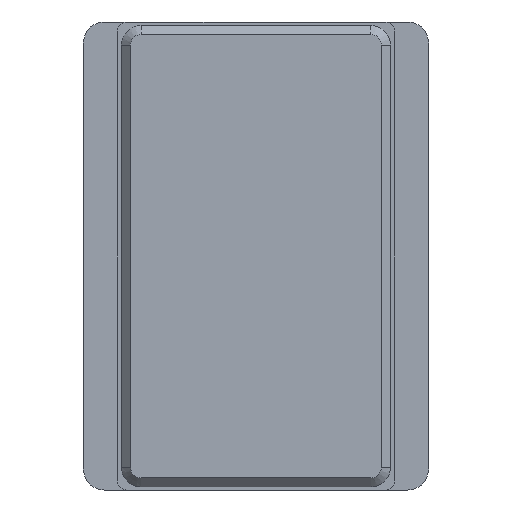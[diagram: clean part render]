
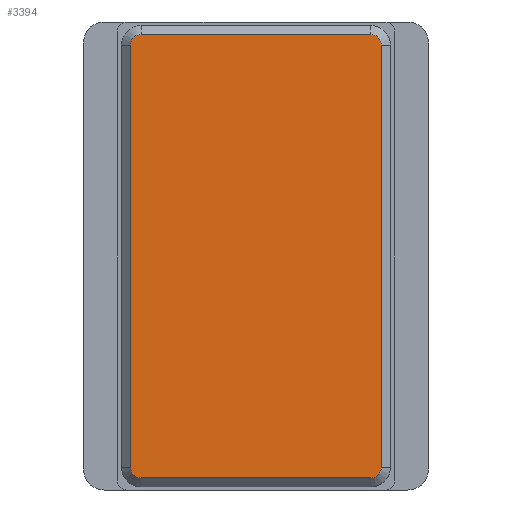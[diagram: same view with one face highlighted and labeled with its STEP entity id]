
A CAD part, front view. The second image highlights one B-rep face of the part: STEP entity #3394.
In plain terms, the highlighted planar face has unit normal (0, -1, 0).
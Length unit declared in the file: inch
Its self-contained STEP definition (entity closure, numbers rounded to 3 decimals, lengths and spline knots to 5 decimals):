
#177=CIRCLE('',#3699,0.1);
#179=CIRCLE('',#3703,0.1);
#181=CIRCLE('',#3707,0.1);
#183=CIRCLE('',#3711,0.1);
#512=FACE_OUTER_BOUND('',#723,.T.);
#723=EDGE_LOOP('',(#2939,#2940,#2941,#2942,#2943,#2944,#2945,#2946));
#1060=LINE('',#5541,#1424);
#1065=LINE('',#5555,#1429);
#1069=LINE('',#5567,#1433);
#1073=LINE('',#5579,#1437);
#1424=VECTOR('',#4580,0.3937);
#1429=VECTOR('',#4593,0.3937);
#1433=VECTOR('',#4605,0.3937);
#1437=VECTOR('',#4617,0.3937);
#1708=VERTEX_POINT('',#5538);
#1709=VERTEX_POINT('',#5540);
#1712=VERTEX_POINT('',#5547);
#1714=VERTEX_POINT('',#5553);
#1716=VERTEX_POINT('',#5559);
#1718=VERTEX_POINT('',#5565);
#1720=VERTEX_POINT('',#5571);
#1722=VERTEX_POINT('',#5577);
#2108=EDGE_CURVE('',#1708,#1709,#1060,.T.);
#2112=EDGE_CURVE('',#1712,#1708,#177,.T.);
#2115=EDGE_CURVE('',#1714,#1712,#1065,.T.);
#2118=EDGE_CURVE('',#1716,#1714,#179,.T.);
#2121=EDGE_CURVE('',#1718,#1716,#1069,.T.);
#2124=EDGE_CURVE('',#1720,#1718,#181,.T.);
#2127=EDGE_CURVE('',#1722,#1720,#1073,.T.);
#2129=EDGE_CURVE('',#1709,#1722,#183,.T.);
#2939=ORIENTED_EDGE('',*,*,#2108,.F.);
#2940=ORIENTED_EDGE('',*,*,#2112,.F.);
#2941=ORIENTED_EDGE('',*,*,#2115,.F.);
#2942=ORIENTED_EDGE('',*,*,#2118,.F.);
#2943=ORIENTED_EDGE('',*,*,#2121,.F.);
#2944=ORIENTED_EDGE('',*,*,#2124,.F.);
#2945=ORIENTED_EDGE('',*,*,#2127,.F.);
#2946=ORIENTED_EDGE('',*,*,#2129,.F.);
#3189=PLANE('',#3719);
#3394=ADVANCED_FACE('',(#512),#3189,.F.);
#3699=AXIS2_PLACEMENT_3D('',#5549,#4586,#4587);
#3703=AXIS2_PLACEMENT_3D('',#5561,#4598,#4599);
#3707=AXIS2_PLACEMENT_3D('',#5573,#4610,#4611);
#3711=AXIS2_PLACEMENT_3D('',#5582,#4621,#4622);
#3719=AXIS2_PLACEMENT_3D('',#5602,#4644,#4645);
#4580=DIRECTION('',(-1.,0.,0.));
#4586=DIRECTION('center_axis',(0.,1.,0.));
#4587=DIRECTION('ref_axis',(1.,0.,0.));
#4593=DIRECTION('',(0.,0.,-1.));
#4598=DIRECTION('center_axis',(0.,1.,0.));
#4599=DIRECTION('ref_axis',(0.,0.,1.));
#4605=DIRECTION('',(1.,0.,0.));
#4610=DIRECTION('center_axis',(0.,1.,0.));
#4611=DIRECTION('ref_axis',(-1.,0.,0.));
#4617=DIRECTION('',(0.,0.,1.));
#4621=DIRECTION('center_axis',(0.,1.,0.));
#4622=DIRECTION('ref_axis',(0.,0.,-1.));
#4644=DIRECTION('center_axis',(0.,1.,0.));
#4645=DIRECTION('ref_axis',(1.,0.,0.));
#5538=CARTESIAN_POINT('',(2.42321,-0.109,0.15521));
#5540=CARTESIAN_POINT('',(0.25321,-0.109,0.15521));
#5541=CARTESIAN_POINT('',(0.79571,-0.109,0.15521));
#5547=CARTESIAN_POINT('',(2.52321,-0.109,0.25521));
#5549=CARTESIAN_POINT('Origin',(2.42321,-0.109,0.25521));
#5553=CARTESIAN_POINT('',(2.52321,-0.109,4.24321));
#5555=CARTESIAN_POINT('',(2.52321,-0.109,1.25221));
#5559=CARTESIAN_POINT('',(2.42321,-0.109,4.34321));
#5561=CARTESIAN_POINT('Origin',(2.42321,-0.109,4.24321));
#5565=CARTESIAN_POINT('',(0.25321,-0.109,4.34321));
#5567=CARTESIAN_POINT('',(1.88071,-0.109,4.34321));
#5571=CARTESIAN_POINT('',(0.15321,-0.109,4.24321));
#5573=CARTESIAN_POINT('Origin',(0.25321,-0.109,4.24321));
#5577=CARTESIAN_POINT('',(0.15321,-0.109,0.25521));
#5579=CARTESIAN_POINT('',(0.15321,-0.109,3.24621));
#5582=CARTESIAN_POINT('Origin',(0.25321,-0.109,0.25521));
#5602=CARTESIAN_POINT('Origin',(1.33821,-0.109,2.24921));
